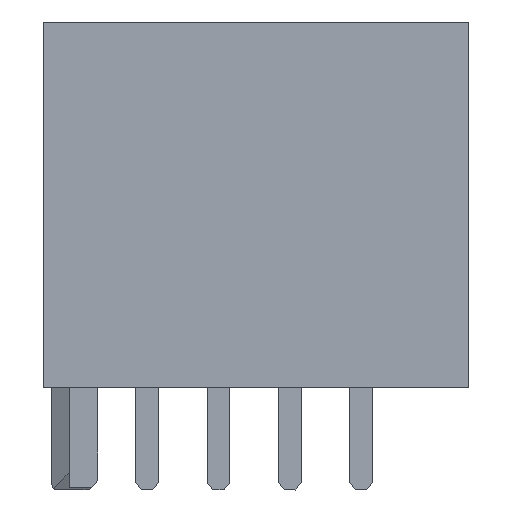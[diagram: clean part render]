
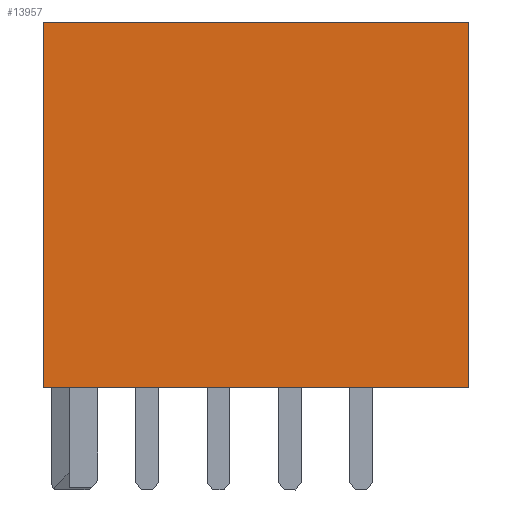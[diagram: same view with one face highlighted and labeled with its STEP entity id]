
A CAD part, left-side view. The second image highlights one B-rep face of the part: STEP entity #13957.
In plain terms, the highlighted face is planar.
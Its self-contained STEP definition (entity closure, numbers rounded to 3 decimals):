
#1465=ORIENTED_EDGE('',*,*,#5318,.F.);
#1466=ORIENTED_EDGE('',*,*,#4591,.F.);
#1467=ORIENTED_EDGE('',*,*,#5319,.F.);
#1468=ORIENTED_EDGE('',*,*,#5320,.F.);
#4591=EDGE_CURVE('',#6648,#6649,#7975,.T.);
#5318=EDGE_CURVE('',#6649,#7176,#8686,.T.);
#5319=EDGE_CURVE('',#7177,#6648,#8687,.T.);
#5320=EDGE_CURVE('',#7176,#7177,#8688,.T.);
#6648=VERTEX_POINT('',#19530);
#6649=VERTEX_POINT('',#19532);
#7176=VERTEX_POINT('',#20919);
#7177=VERTEX_POINT('',#20921);
#7975=LINE('',#19531,#9978);
#8686=LINE('',#20918,#10689);
#8687=LINE('',#20920,#10690);
#8688=LINE('',#20922,#10691);
#9978=VECTOR('',#15668,1000.);
#10689=VECTOR('',#16677,1000.);
#10690=VECTOR('',#16678,1000.);
#10691=VECTOR('',#16679,1000.);
#11820=EDGE_LOOP('',(#1465,#1466,#1467,#1468));
#12562=FACE_BOUND('',#11820,.T.);
#13279=PLANE('',#14705);
#13957=ADVANCED_FACE('',(#12562),#13279,.F.);
#14705=AXIS2_PLACEMENT_3D('',#20917,#16675,#16676);
#15668=DIRECTION('',(1.,0.,0.));
#16675=DIRECTION('',(0.,1.,0.));
#16676=DIRECTION('',(0.,0.,1.));
#16677=DIRECTION('',(0.,0.,-1.));
#16678=DIRECTION('',(0.,0.,1.));
#16679=DIRECTION('',(-1.,0.,0.));
#19530=CARTESIAN_POINT('',(-7.45,0.,6.4));
#19531=CARTESIAN_POINT('',(-7.45,0.,6.4));
#19532=CARTESIAN_POINT('',(7.45,0.,6.4));
#20917=CARTESIAN_POINT('',(0.,0.,0.));
#20918=CARTESIAN_POINT('',(7.45,0.,6.4));
#20919=CARTESIAN_POINT('',(7.45,0.,-6.4));
#20920=CARTESIAN_POINT('',(-7.45,0.,-6.4));
#20921=CARTESIAN_POINT('',(-7.45,0.,-6.4));
#20922=CARTESIAN_POINT('',(7.45,0.,-6.4));
